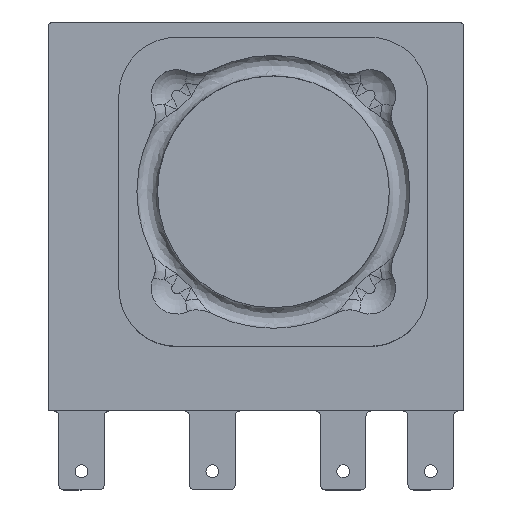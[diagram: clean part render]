
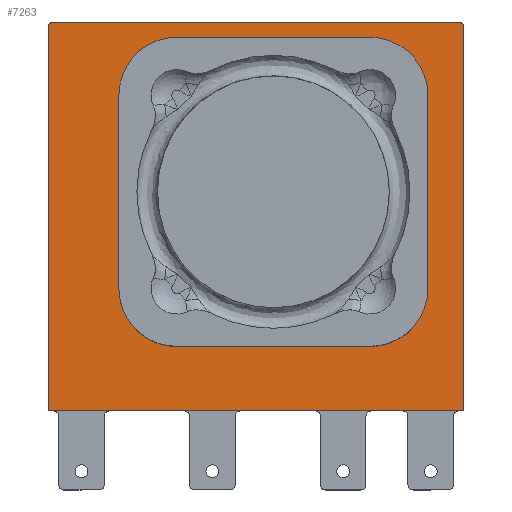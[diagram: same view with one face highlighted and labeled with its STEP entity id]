
A CAD part, top view. The second image highlights one B-rep face of the part: STEP entity #7263.
In plain terms, the highlighted planar face has unit normal (0, 0, 1).
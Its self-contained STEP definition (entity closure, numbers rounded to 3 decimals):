
#193 = ORIENTED_EDGE ( 'NONE', *, *, #14636, .T. ) ;
#310 = VERTEX_POINT ( 'NONE', #12926 ) ;
#718 = CARTESIAN_POINT ( 'NONE',  ( -8.065, 0., 0.5 ) ) ;
#1556 = DIRECTION ( 'NONE',  ( -1., 0., 0. ) ) ;
#1829 = AXIS2_PLACEMENT_3D ( 'NONE', #7559, #4558, #17534 ) ;
#2375 = PLANE ( 'NONE',  #18119 ) ;
#2475 = DIRECTION ( 'NONE',  ( 0., 0., 1. ) ) ;
#3427 = ORIENTED_EDGE ( 'NONE', *, *, #7139, .T. ) ;
#3460 = VERTEX_POINT ( 'NONE', #9176 ) ;
#3820 = LINE ( 'NONE', #718, #14375 ) ;
#4294 = EDGE_CURVE ( 'NONE', #6470, #3460, #9829, .T. ) ;
#4558 = DIRECTION ( 'NONE',  ( 0., 0., 1. ) ) ;
#4961 = DIRECTION ( 'NONE',  ( 1., 0., 0. ) ) ;
#5056 = ORIENTED_EDGE ( 'NONE', *, *, #8526, .T. ) ;
#5434 = CIRCLE ( 'NONE', #1829, 0.2 ) ;
#5676 = DIRECTION ( 'NONE',  ( 0., 1., 0. ) ) ;
#6470 = VERTEX_POINT ( 'NONE', #10176 ) ;
#6893 = CARTESIAN_POINT ( 'NONE',  ( 7.865, 14.9, 0.5 ) ) ;
#6975 = EDGE_CURVE ( 'NONE', #3460, #17665, #5434, .T. ) ;
#7139 = EDGE_CURVE ( 'NONE', #17665, #310, #17118, .T. ) ;
#7263 = ADVANCED_FACE ( 'NONE', ( #18187 ), #2375, .F. ) ;
#7559 = CARTESIAN_POINT ( 'NONE',  ( -7.865, 14.9, 0.5 ) ) ;
#7562 = AXIS2_PLACEMENT_3D ( 'NONE', #6893, #2475, #9650 ) ;
#7653 = VERTEX_POINT ( 'NONE', #13136 ) ;
#8526 = EDGE_CURVE ( 'NONE', #310, #7653, #3820, .T. ) ;
#9176 = CARTESIAN_POINT ( 'NONE',  ( -7.865, 15.1, 0.5 ) ) ;
#9481 = VECTOR ( 'NONE', #17416, 1000. ) ;
#9650 = DIRECTION ( 'NONE',  ( -1., 0., 0. ) ) ;
#9779 = CARTESIAN_POINT ( 'NONE',  ( 8.065, 14.9, 0.5 ) ) ;
#9829 = LINE ( 'NONE', #15976, #18538 ) ;
#10176 = CARTESIAN_POINT ( 'NONE',  ( 7.865, 15.1, 0.5 ) ) ;
#10223 = CARTESIAN_POINT ( 'NONE',  ( -8.065, 0., 0.5 ) ) ;
#10600 = CIRCLE ( 'NONE', #7562, 0.2 ) ;
#11060 = CARTESIAN_POINT ( 'NONE',  ( -8.065, 14.9, 0.5 ) ) ;
#11235 = EDGE_LOOP ( 'NONE', ( #5056, #11901, #193, #16710, #16295, #3427 ) ) ;
#11523 = CARTESIAN_POINT ( 'NONE',  ( 8.065, 0., 0.5 ) ) ;
#11621 = VERTEX_POINT ( 'NONE', #9779 ) ;
#11901 = ORIENTED_EDGE ( 'NONE', *, *, #13544, .T. ) ;
#12926 = CARTESIAN_POINT ( 'NONE',  ( -8.065, 0., 0.5 ) ) ;
#13136 = CARTESIAN_POINT ( 'NONE',  ( 8.065, 0., 0.5 ) ) ;
#13544 = EDGE_CURVE ( 'NONE', #7653, #11621, #18478, .T. ) ;
#13707 = DIRECTION ( 'NONE',  ( -1., 0., 0. ) ) ;
#14375 = VECTOR ( 'NONE', #4961, 1000. ) ;
#14636 = EDGE_CURVE ( 'NONE', #11621, #6470, #10600, .T. ) ;
#15155 = DIRECTION ( 'NONE',  ( 0., 0., -1. ) ) ;
#15976 = CARTESIAN_POINT ( 'NONE',  ( -7.865, 15.1, 0.5 ) ) ;
#16287 = VECTOR ( 'NONE', #5676, 1000. ) ;
#16295 = ORIENTED_EDGE ( 'NONE', *, *, #6975, .T. ) ;
#16552 = CARTESIAN_POINT ( 'NONE',  ( -7.865, 14.9, 0.5 ) ) ;
#16710 = ORIENTED_EDGE ( 'NONE', *, *, #4294, .T. ) ;
#17118 = LINE ( 'NONE', #10223, #9481 ) ;
#17416 = DIRECTION ( 'NONE',  ( 0., -1., 0. ) ) ;
#17534 = DIRECTION ( 'NONE',  ( -1., 0., 0. ) ) ;
#17665 = VERTEX_POINT ( 'NONE', #11060 ) ;
#18119 = AXIS2_PLACEMENT_3D ( 'NONE', #16552, #15155, #13707 ) ;
#18187 = FACE_OUTER_BOUND ( 'NONE', #11235, .T. ) ;
#18478 = LINE ( 'NONE', #11523, #16287 ) ;
#18538 = VECTOR ( 'NONE', #1556, 1000. ) ;
